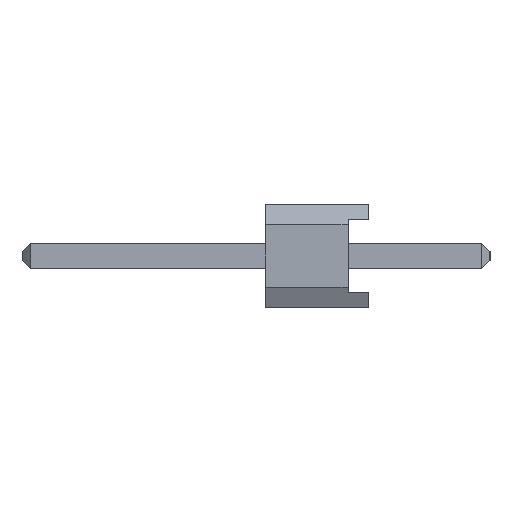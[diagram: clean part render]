
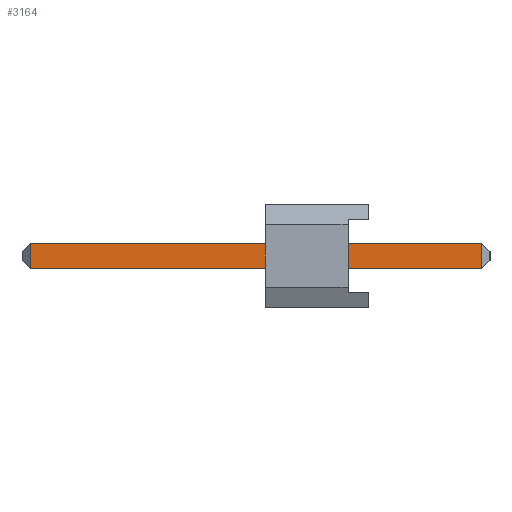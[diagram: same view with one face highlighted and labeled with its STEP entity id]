
A CAD part, left-side view. The second image highlights one B-rep face of the part: STEP entity #3164.
In plain terms, the highlighted planar face has unit normal (-1, 0, 0).
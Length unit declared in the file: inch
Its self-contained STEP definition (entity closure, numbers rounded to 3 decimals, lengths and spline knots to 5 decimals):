
#40 = DIRECTION ( 'NONE',  ( 1., 0., 0. ) ) ;
#172 = LINE ( 'NONE', #4082, #3170 ) ;
#195 = CARTESIAN_POINT ( 'NONE',  ( -0.0126, -0.0126, 0.21929 ) ) ;
#204 = CARTESIAN_POINT ( 'NONE',  ( -0.0126, -0.0126, 0.22717 ) ) ;
#250 = EDGE_CURVE ( 'NONE', #4393, #4601, #1565, .T. ) ;
#257 = CARTESIAN_POINT ( 'NONE',  ( -0.0126, -0.0126, 0.21929 ) ) ;
#381 = VECTOR ( 'NONE', #4227, 39.37008 ) ;
#430 = EDGE_CURVE ( 'NONE', #1349, #4393, #5588, .T. ) ;
#1173 = ORIENTED_EDGE ( 'NONE', *, *, #430, .F. ) ;
#1349 = VERTEX_POINT ( 'NONE', #3577 ) ;
#1565 = LINE ( 'NONE', #204, #5408 ) ;
#1657 = ORIENTED_EDGE ( 'NONE', *, *, #250, .F. ) ;
#1667 = CARTESIAN_POINT ( 'NONE',  ( -0.0126, -0.0126, -0.21929 ) ) ;
#1745 = EDGE_CURVE ( 'NONE', #5475, #1349, #5164, .T. ) ;
#1852 = CARTESIAN_POINT ( 'NONE',  ( -0.0126, 0.0126, -0.21929 ) ) ;
#2291 = DIRECTION ( 'NONE',  ( 0., 0., -1. ) ) ;
#2301 = DIRECTION ( 'NONE',  ( 0., 1., 0. ) ) ;
#2723 = CARTESIAN_POINT ( 'NONE',  ( -0.0126, -0.0126, 0.22717 ) ) ;
#2910 = DIRECTION ( 'NONE',  ( 0., 0., 1. ) ) ;
#3164 = ADVANCED_FACE ( 'NONE', ( #3919 ), #4870, .F. ) ;
#3170 = VECTOR ( 'NONE', #2301, 39.37008 ) ;
#3203 = VECTOR ( 'NONE', #2910, 39.37008 ) ;
#3577 = CARTESIAN_POINT ( 'NONE',  ( -0.0126, 0.0126, 0.21929 ) ) ;
#3773 = DIRECTION ( 'NONE',  ( 0., 0., -1. ) ) ;
#3919 = FACE_OUTER_BOUND ( 'NONE', #5452, .T. ) ;
#3951 = EDGE_CURVE ( 'NONE', #4601, #5475, #172, .T. ) ;
#4082 = CARTESIAN_POINT ( 'NONE',  ( -0.0126, -0.0126, -0.21929 ) ) ;
#4227 = DIRECTION ( 'NONE',  ( 0., -1., 0. ) ) ;
#4393 = VERTEX_POINT ( 'NONE', #195 ) ;
#4601 = VERTEX_POINT ( 'NONE', #1667 ) ;
#4870 = PLANE ( 'NONE',  #5022 ) ;
#5022 = AXIS2_PLACEMENT_3D ( 'NONE', #2723, #40, #2291 ) ;
#5031 = ORIENTED_EDGE ( 'NONE', *, *, #1745, .F. ) ;
#5164 = LINE ( 'NONE', #5597, #3203 ) ;
#5408 = VECTOR ( 'NONE', #3773, 39.37008 ) ;
#5452 = EDGE_LOOP ( 'NONE', ( #5581, #1657, #1173, #5031 ) ) ;
#5475 = VERTEX_POINT ( 'NONE', #1852 ) ;
#5581 = ORIENTED_EDGE ( 'NONE', *, *, #3951, .F. ) ;
#5588 = LINE ( 'NONE', #257, #381 ) ;
#5597 = CARTESIAN_POINT ( 'NONE',  ( -0.0126, 0.0126, 0.22717 ) ) ;
